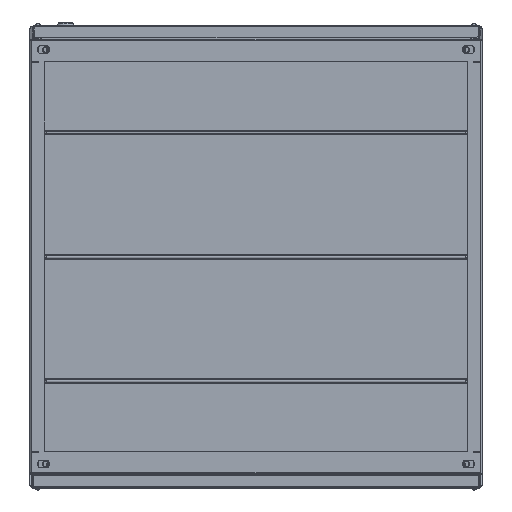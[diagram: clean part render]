
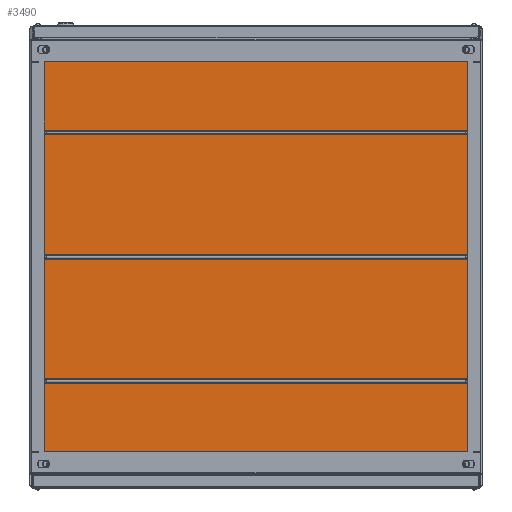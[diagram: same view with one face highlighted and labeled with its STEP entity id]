
A CAD part, front view. The second image highlights one B-rep face of the part: STEP entity #3490.
In plain terms, the highlighted planar face has unit normal (0, -1, 0).
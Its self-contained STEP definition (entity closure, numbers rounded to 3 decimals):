
#757 = CARTESIAN_POINT ( 'NONE',  ( -371.4, 2000., 4. ) ) ;
#3221 = CARTESIAN_POINT ( 'NONE',  ( 371.4, 2000., -4. ) ) ;
#3490 = ADVANCED_FACE ( 'NONE', ( #182860, #145027, #169535, #107147 ), #169361, .T. ) ;
#3714 = DIRECTION ( 'NONE',  ( 0., 0., -1. ) ) ;
#6726 = EDGE_CURVE ( 'NONE', #63131, #95465, #94226, .T. ) ;
#7553 = EDGE_CURVE ( 'NONE', #96340, #95223, #62772, .T. ) ;
#7723 = VERTEX_POINT ( 'NONE', #57649 ) ;
#10634 = VECTOR ( 'NONE', #64941, 1000. ) ;
#12144 = CARTESIAN_POINT ( 'NONE',  ( -371.4, 2000., 0. ) ) ;
#15606 = ORIENTED_EDGE ( 'NONE', *, *, #94659, .F. ) ;
#15985 = EDGE_CURVE ( 'NONE', #140407, #148639, #170246, .T. ) ;
#17304 = CARTESIAN_POINT ( 'NONE',  ( -371.4, 2000., -224. ) ) ;
#22255 = DIRECTION ( 'NONE',  ( 0., 0., -1. ) ) ;
#22366 = AXIS2_PLACEMENT_3D ( 'NONE', #44273, #75435, #58673 ) ;
#23256 = AXIS2_PLACEMENT_3D ( 'NONE', #173810, #129552, #3714 ) ;
#25605 = VECTOR ( 'NONE', #72972, 1000. ) ;
#26869 = AXIS2_PLACEMENT_3D ( 'NONE', #83956, #68435, #69655 ) ;
#27037 = DIRECTION ( 'NONE',  ( 0., 1., 0. ) ) ;
#28175 = LINE ( 'NONE', #98644, #132958 ) ;
#28950 = DIRECTION ( 'NONE',  ( 0., 1., 0. ) ) ;
#30693 = CARTESIAN_POINT ( 'NONE',  ( 400., 2000., 385. ) ) ;
#31977 = ORIENTED_EDGE ( 'NONE', *, *, #7553, .T. ) ;
#33064 = VERTEX_POINT ( 'NONE', #180071 ) ;
#33572 = VERTEX_POINT ( 'NONE', #70498 ) ;
#37456 = CARTESIAN_POINT ( 'NONE',  ( -371.4, 2000., 224. ) ) ;
#38451 = CARTESIAN_POINT ( 'NONE',  ( 400., 2000., -385. ) ) ;
#40696 = DIRECTION ( 'NONE',  ( 1., 0., 0. ) ) ;
#40765 = DIRECTION ( 'NONE',  ( 0., 0., -1. ) ) ;
#40929 = VECTOR ( 'NONE', #178814, 1000. ) ;
#43451 = VERTEX_POINT ( 'NONE', #127223 ) ;
#43747 = DIRECTION ( 'NONE',  ( -1., 0., 0. ) ) ;
#43922 = LINE ( 'NONE', #62470, #166636 ) ;
#44273 = CARTESIAN_POINT ( 'NONE',  ( -371.4, 2000., -220. ) ) ;
#48305 = DIRECTION ( 'NONE',  ( -1., 0., 0. ) ) ;
#51226 = CIRCLE ( 'NONE', #52119, 4. ) ;
#52119 = AXIS2_PLACEMENT_3D ( 'NONE', #85693, #28950, #54593 ) ;
#54384 = EDGE_CURVE ( 'NONE', #63635, #126768, #120943, .T. ) ;
#54593 = DIRECTION ( 'NONE',  ( 0., 0., -1. ) ) ;
#56604 = EDGE_CURVE ( 'NONE', #93949, #63131, #156148, .T. ) ;
#57353 = VECTOR ( 'NONE', #150909, 1000. ) ;
#57649 = CARTESIAN_POINT ( 'NONE',  ( 371.4, 2000., 4. ) ) ;
#58673 = DIRECTION ( 'NONE',  ( 0., 0., -1. ) ) ;
#62470 = CARTESIAN_POINT ( 'NONE',  ( -400., 2000., 385. ) ) ;
#62772 = CIRCLE ( 'NONE', #71527, 4. ) ;
#63131 = VERTEX_POINT ( 'NONE', #30693 ) ;
#63635 = VERTEX_POINT ( 'NONE', #161113 ) ;
#64941 = DIRECTION ( 'NONE',  ( 1., 0., 0. ) ) ;
#65553 = CARTESIAN_POINT ( 'NONE',  ( -371.4, 2000., -4. ) ) ;
#65769 = EDGE_LOOP ( 'NONE', ( #93933, #90818, #95012, #92563 ) ) ;
#65855 = DIRECTION ( 'NONE',  ( 0., 1., 0. ) ) ;
#66442 = CIRCLE ( 'NONE', #22366, 4. ) ;
#66659 = CARTESIAN_POINT ( 'NONE',  ( -371.4, 2000., -224. ) ) ;
#66956 = EDGE_LOOP ( 'NONE', ( #133239, #87298, #99559, #73649 ) ) ;
#67817 = EDGE_CURVE ( 'NONE', #43451, #33572, #51226, .T. ) ;
#68435 = DIRECTION ( 'NONE',  ( 0., -1., 0. ) ) ;
#68439 = EDGE_CURVE ( 'NONE', #148639, #134860, #66442, .T. ) ;
#68994 = EDGE_CURVE ( 'NONE', #95223, #43451, #168908, .T. ) ;
#69194 = ORIENTED_EDGE ( 'NONE', *, *, #94351, .T. ) ;
#69263 = CIRCLE ( 'NONE', #23256, 4. ) ;
#69655 = DIRECTION ( 'NONE',  ( 0., 0., -1. ) ) ;
#70498 = CARTESIAN_POINT ( 'NONE',  ( 371.4, 2000., 216. ) ) ;
#71415 = VECTOR ( 'NONE', #136505, 1000. ) ;
#71527 = AXIS2_PLACEMENT_3D ( 'NONE', #121973, #65855, #22255 ) ;
#72972 = DIRECTION ( 'NONE',  ( 1., 0., 0. ) ) ;
#73110 = VECTOR ( 'NONE', #48305, 1000. ) ;
#73649 = ORIENTED_EDGE ( 'NONE', *, *, #15985, .T. ) ;
#75435 = DIRECTION ( 'NONE',  ( 0., 1., 0. ) ) ;
#76673 = CIRCLE ( 'NONE', #89937, 4. ) ;
#79475 = CARTESIAN_POINT ( 'NONE',  ( 371.4, 2000., -224. ) ) ;
#82493 = ORIENTED_EDGE ( 'NONE', *, *, #67817, .T. ) ;
#83956 = CARTESIAN_POINT ( 'NONE',  ( 400., 2000., 385. ) ) ;
#85407 = VECTOR ( 'NONE', #40696, 1000. ) ;
#85693 = CARTESIAN_POINT ( 'NONE',  ( 371.4, 2000., 220. ) ) ;
#87298 = ORIENTED_EDGE ( 'NONE', *, *, #91043, .T. ) ;
#87913 = CARTESIAN_POINT ( 'NONE',  ( 371.4, 2000., -220. ) ) ;
#88948 = CARTESIAN_POINT ( 'NONE',  ( -371.4, 2000., -216. ) ) ;
#89937 = AXIS2_PLACEMENT_3D ( 'NONE', #87913, #158348, #171454 ) ;
#90721 = EDGE_CURVE ( 'NONE', #175485, #140407, #76673, .T. ) ;
#90818 = ORIENTED_EDGE ( 'NONE', *, *, #143474, .T. ) ;
#90979 = LINE ( 'NONE', #119949, #73110 ) ;
#91043 = EDGE_CURVE ( 'NONE', #134860, #175485, #168060, .T. ) ;
#91671 = DIRECTION ( 'NONE',  ( -1., 0., 0. ) ) ;
#92563 = ORIENTED_EDGE ( 'NONE', *, *, #177009, .T. ) ;
#93933 = ORIENTED_EDGE ( 'NONE', *, *, #54384, .T. ) ;
#93949 = VERTEX_POINT ( 'NONE', #38451 ) ;
#94226 = LINE ( 'NONE', #119717, #134258 ) ;
#94351 = EDGE_CURVE ( 'NONE', #33572, #96340, #90979, .T. ) ;
#94659 = EDGE_CURVE ( 'NONE', #93949, #33064, #28175, .T. ) ;
#94761 = CARTESIAN_POINT ( 'NONE',  ( 400., 2000., 385. ) ) ;
#95012 = ORIENTED_EDGE ( 'NONE', *, *, #120764, .T. ) ;
#95223 = VERTEX_POINT ( 'NONE', #97822 ) ;
#95316 = LINE ( 'NONE', #65553, #57353 ) ;
#95465 = VERTEX_POINT ( 'NONE', #178053 ) ;
#96340 = VERTEX_POINT ( 'NONE', #153920 ) ;
#97822 = CARTESIAN_POINT ( 'NONE',  ( -371.4, 2000., 224. ) ) ;
#98644 = CARTESIAN_POINT ( 'NONE',  ( 400., 2000., -385. ) ) ;
#99559 = ORIENTED_EDGE ( 'NONE', *, *, #90721, .T. ) ;
#107147 = FACE_OUTER_BOUND ( 'NONE', #115689, .T. ) ;
#115689 = EDGE_LOOP ( 'NONE', ( #147177, #15606, #160598, #174506 ) ) ;
#115841 = CARTESIAN_POINT ( 'NONE',  ( 371.4, 2000., -216. ) ) ;
#119717 = CARTESIAN_POINT ( 'NONE',  ( 400., 2000., 385. ) ) ;
#119949 = CARTESIAN_POINT ( 'NONE',  ( -371.4, 2000., 216. ) ) ;
#120764 = EDGE_CURVE ( 'NONE', #7723, #127395, #69263, .T. ) ;
#120943 = CIRCLE ( 'NONE', #177934, 4. ) ;
#121973 = CARTESIAN_POINT ( 'NONE',  ( -371.4, 2000., 220. ) ) ;
#126768 = VERTEX_POINT ( 'NONE', #145483 ) ;
#127223 = CARTESIAN_POINT ( 'NONE',  ( 371.4, 2000., 224. ) ) ;
#127395 = VERTEX_POINT ( 'NONE', #3221 ) ;
#129552 = DIRECTION ( 'NONE',  ( 0., 1., 0. ) ) ;
#132958 = VECTOR ( 'NONE', #43747, 1000. ) ;
#133239 = ORIENTED_EDGE ( 'NONE', *, *, #68439, .T. ) ;
#134258 = VECTOR ( 'NONE', #91671, 1000. ) ;
#134860 = VERTEX_POINT ( 'NONE', #88948 ) ;
#136505 = DIRECTION ( 'NONE',  ( 0., 0., 1. ) ) ;
#140407 = VERTEX_POINT ( 'NONE', #79475 ) ;
#143474 = EDGE_CURVE ( 'NONE', #126768, #7723, #161721, .T. ) ;
#145027 = FACE_BOUND ( 'NONE', #66956, .T. ) ;
#145483 = CARTESIAN_POINT ( 'NONE',  ( -371.4, 2000., 4. ) ) ;
#147177 = ORIENTED_EDGE ( 'NONE', *, *, #176835, .F. ) ;
#148639 = VERTEX_POINT ( 'NONE', #17304 ) ;
#150909 = DIRECTION ( 'NONE',  ( -1., 0., 0. ) ) ;
#152926 = ORIENTED_EDGE ( 'NONE', *, *, #68994, .T. ) ;
#153920 = CARTESIAN_POINT ( 'NONE',  ( -371.4, 2000., 216. ) ) ;
#156148 = LINE ( 'NONE', #94761, #71415 ) ;
#158348 = DIRECTION ( 'NONE',  ( 0., 1., 0. ) ) ;
#160598 = ORIENTED_EDGE ( 'NONE', *, *, #56604, .T. ) ;
#161113 = CARTESIAN_POINT ( 'NONE',  ( -371.4, 2000., -4. ) ) ;
#161721 = LINE ( 'NONE', #757, #25605 ) ;
#162807 = DIRECTION ( 'NONE',  ( 0., 0., 1. ) ) ;
#166636 = VECTOR ( 'NONE', #162807, 1000. ) ;
#168060 = LINE ( 'NONE', #183977, #85407 ) ;
#168908 = LINE ( 'NONE', #37456, #10634 ) ;
#169361 = PLANE ( 'NONE',  #26869 ) ;
#169535 = FACE_BOUND ( 'NONE', #172432, .T. ) ;
#170246 = LINE ( 'NONE', #66659, #40929 ) ;
#171454 = DIRECTION ( 'NONE',  ( 0., 0., -1. ) ) ;
#172432 = EDGE_LOOP ( 'NONE', ( #31977, #152926, #82493, #69194 ) ) ;
#173810 = CARTESIAN_POINT ( 'NONE',  ( 371.4, 2000., 0. ) ) ;
#174506 = ORIENTED_EDGE ( 'NONE', *, *, #6726, .T. ) ;
#175485 = VERTEX_POINT ( 'NONE', #115841 ) ;
#176835 = EDGE_CURVE ( 'NONE', #33064, #95465, #43922, .T. ) ;
#177009 = EDGE_CURVE ( 'NONE', #127395, #63635, #95316, .T. ) ;
#177934 = AXIS2_PLACEMENT_3D ( 'NONE', #12144, #27037, #40765 ) ;
#178053 = CARTESIAN_POINT ( 'NONE',  ( -400., 2000., 385. ) ) ;
#178814 = DIRECTION ( 'NONE',  ( -1., 0., 0. ) ) ;
#180071 = CARTESIAN_POINT ( 'NONE',  ( -400., 2000., -385. ) ) ;
#182860 = FACE_BOUND ( 'NONE', #65769, .T. ) ;
#183977 = CARTESIAN_POINT ( 'NONE',  ( -371.4, 2000., -216. ) ) ;
